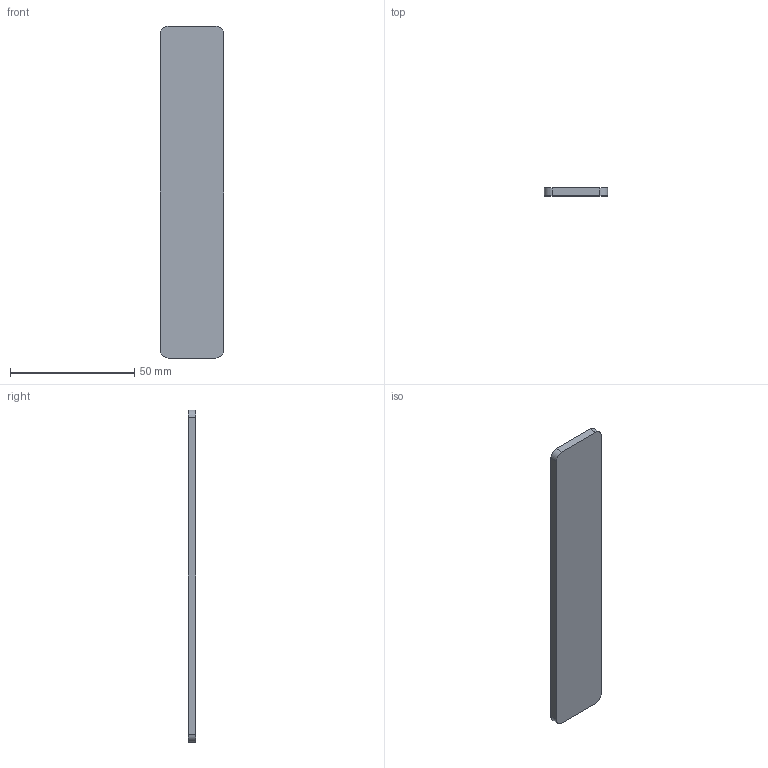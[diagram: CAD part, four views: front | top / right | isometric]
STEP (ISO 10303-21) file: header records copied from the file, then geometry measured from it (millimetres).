
FILE_DESCRIPTION (( 'STEP AP214' ), '1' );
FILE_NAME ('Nameplate Bar.STEP', '2025-02-10T00:14:28', ( '' ), ( '' ), 'SwSTEP 2.0', 'SolidWorks 2024', '' );
FILE_SCHEMA (( 'AUTOMOTIVE_DESIGN' ));
Length unit declared in the file: inch
Products named in the file (1): Nameplate Bar
Bounding box: 25.4 x 3.17 x 133.35 mm (x, y, z)
Volume: 10329.8 mm3; surface area: 8214.3 mm2
Topology: 1 solids, 1 shells, 349 faces, 957 edges, 638 vertices
Faces by surface type: bspline 222, plane 123, cylinder 4
Entity records: 18998 total; most frequent: CARTESIAN_POINT 11631, ORIENTED_EDGE 1914, EDGE_CURVE 957, DIRECTION 777, VERTEX_POINT 638, VECTOR 505, LINE 505, B_SPLINE_CURVE_WITH_KNOTS 444
